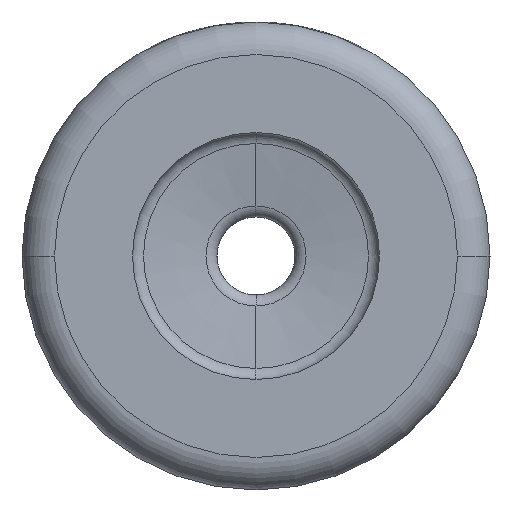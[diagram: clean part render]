
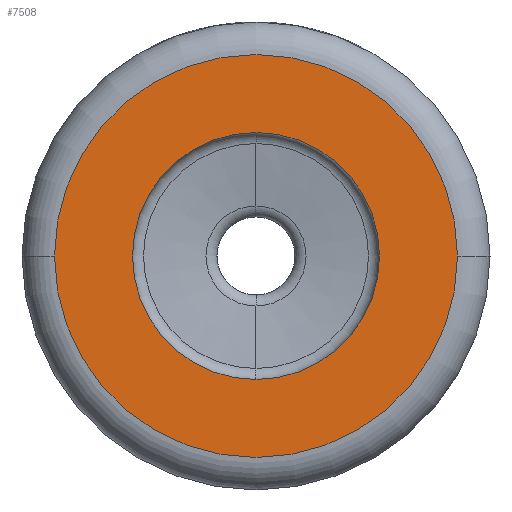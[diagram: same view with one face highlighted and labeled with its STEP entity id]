
A CAD part, left-side view. The second image highlights one B-rep face of the part: STEP entity #7508.
In plain terms, the highlighted planar face has unit normal (-1, 0, 0).
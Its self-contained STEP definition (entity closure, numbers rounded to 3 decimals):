
#1=CARTESIAN_POINT('',(-18.5,0.,0.));
#2=DIRECTION('',(-1.,0.,0.));
#3=DIRECTION('',(0.,1.,0.));
#4=AXIS2_PLACEMENT_3D('',#1,#2,#3);
#6=CARTESIAN_POINT('',(-18.5,0.,0.));
#7=DIRECTION('',(-1.,0.,0.));
#8=DIRECTION('',(0.,-1.,0.));
#9=AXIS2_PLACEMENT_3D('',#6,#7,#8);
#11=CARTESIAN_POINT('',(-18.5,0.,0.));
#12=DIRECTION('',(-1.,0.,0.));
#13=DIRECTION('',(0.,0.,-1.));
#14=AXIS2_PLACEMENT_3D('',#11,#12,#13);
#16=CARTESIAN_POINT('',(-18.5,0.,0.));
#17=DIRECTION('',(-1.,0.,0.));
#18=DIRECTION('',(0.,0.,1.));
#19=AXIS2_PLACEMENT_3D('',#16,#17,#18);
#6367=CARTESIAN_POINT('',(-18.5,3.1,0.));
#6368=CARTESIAN_POINT('',(-18.5,-3.1,0.));
#6369=VERTEX_POINT('',#6367);
#6370=VERTEX_POINT('',#6368);
#7119=CARTESIAN_POINT('',(-18.5,0.,-1.9));
#7120=CARTESIAN_POINT('',(-18.5,0.,1.9));
#7121=VERTEX_POINT('',#7119);
#7122=VERTEX_POINT('',#7120);
#7491=CARTESIAN_POINT('',(-18.5,0.,0.));
#7492=DIRECTION('',(1.,0.,0.));
#7493=DIRECTION('',(0.,-1.,0.));
#7494=AXIS2_PLACEMENT_3D('',#7491,#7492,#7493);
#7495=PLANE('',#7494);
#7497=ORIENTED_EDGE('',*,*,#7496,.F.);
#7499=ORIENTED_EDGE('',*,*,#7498,.F.);
#7500=EDGE_LOOP('',(#7497,#7499));
#7501=FACE_OUTER_BOUND('',#7500,.F.);
#7503=ORIENTED_EDGE('',*,*,#7502,.T.);
#7505=ORIENTED_EDGE('',*,*,#7504,.T.);
#7506=EDGE_LOOP('',(#7503,#7505));
#7507=FACE_BOUND('',#7506,.F.);
#7508=ADVANCED_FACE('',(#7501,#7507),#7495,.F.);
#5=CIRCLE('',#4,3.1);
#10=CIRCLE('',#9,3.1);
#15=CIRCLE('',#14,1.9);
#20=CIRCLE('',#19,1.9);
#7496=EDGE_CURVE('',#6369,#6370,#5,.T.);
#7498=EDGE_CURVE('',#6370,#6369,#10,.T.);
#7502=EDGE_CURVE('',#7121,#7122,#15,.T.);
#7504=EDGE_CURVE('',#7122,#7121,#20,.T.);
